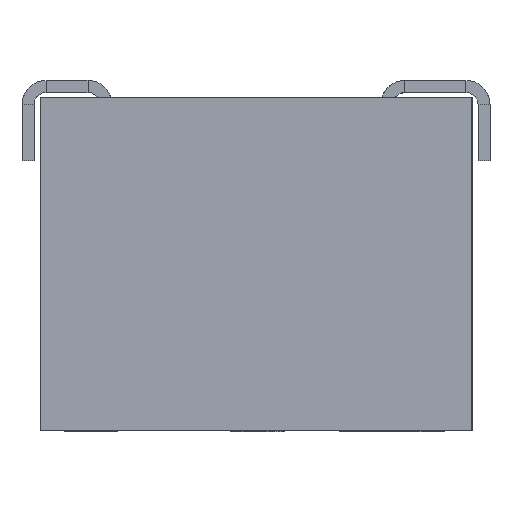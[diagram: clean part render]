
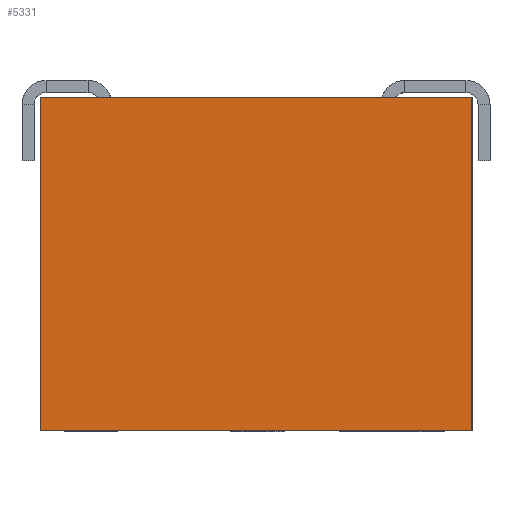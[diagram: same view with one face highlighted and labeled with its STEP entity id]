
A CAD part, left-side view. The second image highlights one B-rep face of the part: STEP entity #5331.
In plain terms, the highlighted free-form (B-spline) face has degree [1, 1] with [2, 2] control points.
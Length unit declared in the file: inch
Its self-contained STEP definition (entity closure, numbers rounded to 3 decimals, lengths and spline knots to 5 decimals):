
#44=DIRECTION('',(0.,-1.,0.));
#45=VECTOR('',#44,0.18);
#46=CARTESIAN_POINT('',(-0.107,0.09,-0.139));
#47=LINE('',#46,#45);
#74=DIRECTION('',(0.,0.,1.));
#75=VECTOR('',#74,0.139);
#76=CARTESIAN_POINT('',(-0.107,-0.09,-0.139));
#77=LINE('',#76,#75);
#78=DIRECTION('',(0.,-1.,0.));
#79=VECTOR('',#78,0.18);
#80=CARTESIAN_POINT('',(-0.107,0.09,0.));
#81=LINE('',#80,#79);
#82=DIRECTION('',(0.,0.,1.));
#83=VECTOR('',#82,0.139);
#84=CARTESIAN_POINT('',(-0.107,0.09,-0.139));
#85=LINE('',#84,#83);
#3950=CARTESIAN_POINT('',(-0.107,-0.09,-0.139));
#3952=VERTEX_POINT('',#3950);
#3957=CARTESIAN_POINT('',(-0.107,0.09,0.));
#3959=VERTEX_POINT('',#3957);
#3960=CARTESIAN_POINT('',(-0.107,-0.09,0.));
#3961=VERTEX_POINT('',#3960);
#3964=CARTESIAN_POINT('',(-0.107,0.09,-0.139));
#3965=VERTEX_POINT('',#3964);
#5319=CARTESIAN_POINT('',(-0.107,-0.0936,-0.14178));
#5320=CARTESIAN_POINT('',(-0.107,-0.0936,0.00278));
#5321=CARTESIAN_POINT('',(-0.107,0.0936,-0.14178));
#5322=CARTESIAN_POINT('',(-0.107,0.0936,0.00278));
#5323=B_SPLINE_SURFACE_WITH_KNOTS('',1,1,((#5319,#5320),(#5321,#5322)),
.UNSPECIFIED.,.F.,.F.,.F.,(2,2),(2,2),(-0.0936,0.0936),(-0.07228,0.07228),
.UNSPECIFIED.);
#5324=ORIENTED_EDGE('',*,*,#5253,.T.);
#5325=ORIENTED_EDGE('',*,*,#5301,.F.);
#5326=ORIENTED_EDGE('',*,*,#4738,.F.);
#5328=ORIENTED_EDGE('',*,*,#5327,.T.);
#5329=EDGE_LOOP('',(#5324,#5325,#5326,#5328));
#5330=FACE_OUTER_BOUND('',#5329,.F.);
#5331=ADVANCED_FACE('',(#5330),#5323,.F.);
#4738=EDGE_CURVE('',#3965,#3952,#47,.T.);
#5253=EDGE_CURVE('',#3959,#3961,#81,.T.);
#5301=EDGE_CURVE('',#3952,#3961,#77,.T.);
#5327=EDGE_CURVE('',#3965,#3959,#85,.T.);
